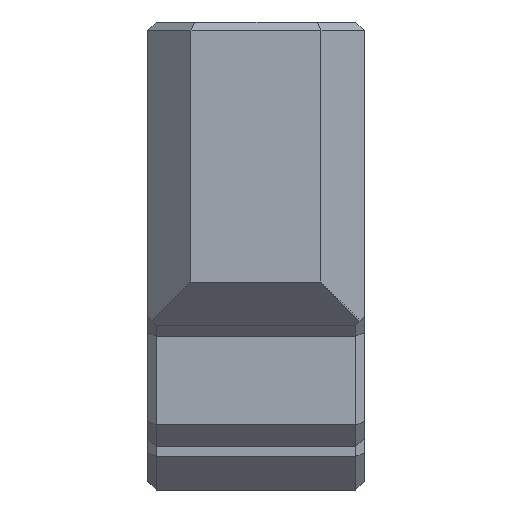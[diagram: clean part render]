
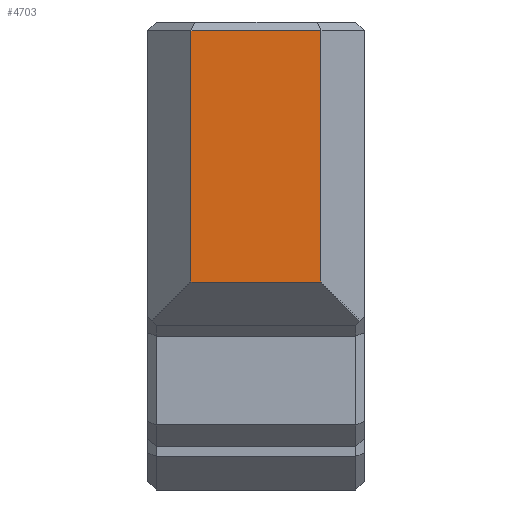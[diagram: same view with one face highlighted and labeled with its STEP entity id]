
A CAD part, left-side view. The second image highlights one B-rep face of the part: STEP entity #4703.
In plain terms, the highlighted planar face has unit normal (-1, 0, 0).
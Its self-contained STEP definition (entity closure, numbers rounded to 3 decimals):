
#4664=CARTESIAN_POINT('',(13.734,-6.42,3.35));
#4665=DIRECTION('',(-1.,-0.,-0.));
#4666=DIRECTION('',(-0.,1.,-0.));
#4667=AXIS2_PLACEMENT_3D('',#4664,#4665,#4666);
#4668=PLANE('',#4667);
#4669=CARTESIAN_POINT('',(13.734,-4.42,-6.65));
#4670=VERTEX_POINT('',#4669);
#4671=CARTESIAN_POINT('',(13.734,-4.42,4.95));
#4672=VERTEX_POINT('',#4671);
#4673=CARTESIAN_POINT('',(13.734,-4.42,-6.65));
#4674=DIRECTION('',(-0.,0.,1.));
#4675=VECTOR('',#4674,11.6);
#4676=LINE('',#4673,#4675);
#4677=EDGE_CURVE('',#4670,#4672,#4676,.T.);
#4678=ORIENTED_EDGE('',*,*,#4677,.T.);
#4679=CARTESIAN_POINT('',(13.734,1.58,4.95));
#4680=VERTEX_POINT('',#4679);
#4681=CARTESIAN_POINT('',(13.734,-4.42,4.95));
#4682=DIRECTION('',(-0.,1.,-0.));
#4683=VECTOR('',#4682,6.);
#4684=LINE('',#4681,#4683);
#4685=EDGE_CURVE('',#4672,#4680,#4684,.T.);
#4686=ORIENTED_EDGE('',*,*,#4685,.T.);
#4687=CARTESIAN_POINT('',(13.734,1.58,-6.65));
#4688=VERTEX_POINT('',#4687);
#4689=CARTESIAN_POINT('',(13.734,1.58,4.95));
#4690=DIRECTION('',(0.,-0.,-1.));
#4691=VECTOR('',#4690,11.6);
#4692=LINE('',#4689,#4691);
#4693=EDGE_CURVE('',#4680,#4688,#4692,.T.);
#4694=ORIENTED_EDGE('',*,*,#4693,.T.);
#4695=CARTESIAN_POINT('',(13.734,1.58,-6.65));
#4696=DIRECTION('',(0.,-1.,0.));
#4697=VECTOR('',#4696,6.);
#4698=LINE('',#4695,#4697);
#4699=EDGE_CURVE('',#4688,#4670,#4698,.T.);
#4700=ORIENTED_EDGE('',*,*,#4699,.T.);
#4701=EDGE_LOOP('',(#4678,#4686,#4694,#4700));
#4702=FACE_BOUND('',#4701,.T.);
#4703=ADVANCED_FACE('',(#4702),#4668,.T.);
